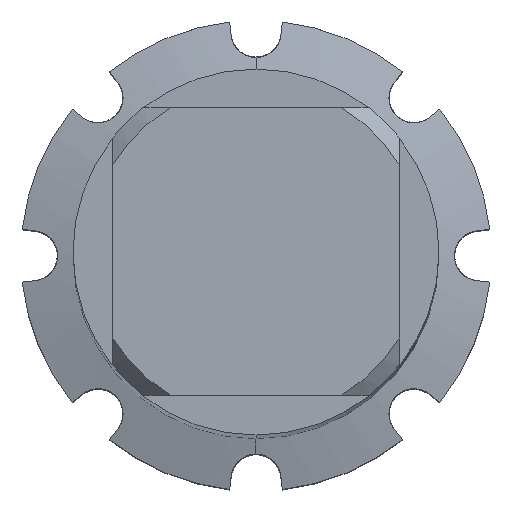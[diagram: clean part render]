
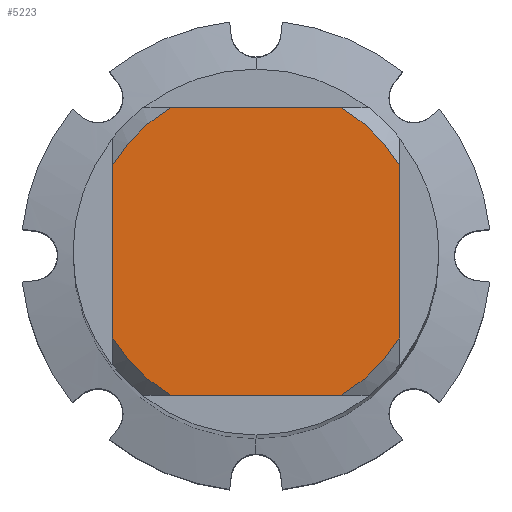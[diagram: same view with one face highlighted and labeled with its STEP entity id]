
A CAD part, top view. The second image highlights one B-rep face of the part: STEP entity #5223.
In plain terms, the highlighted planar face has unit normal (0, 0, 1).
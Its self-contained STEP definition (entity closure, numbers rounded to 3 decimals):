
#3743=VERTEX_POINT('',#10648);
#4063=EDGE_CURVE('',#3743,#5965,#10997,.T.);
#4121=VERTEX_POINT('',#11060);
#4341=EDGE_CURVE('',#4121,#7673,#11298,.T.);
#4977=EDGE_CURVE('',#9787,#5965,#11980,.T.);
#5223=ADVANCED_FACE('',(#12247),#12248,.T.);
#5965=VERTEX_POINT('',#13044);
#5969=EDGE_CURVE('',#10009,#8343,#13048,.T.);
#6247=EDGE_CURVE('',#3743,#7673,#13349,.T.);
#6831=EDGE_CURVE('',#9787,#7399,#13976,.T.);
#7399=VERTEX_POINT('',#14589);
#7673=VERTEX_POINT('',#14882);
#7919=EDGE_CURVE('',#10009,#7399,#15155,.T.);
#8343=VERTEX_POINT('',#15607);
#9787=VERTEX_POINT('',#17192);
#9973=EDGE_CURVE('',#4121,#8343,#17394,.T.);
#10009=VERTEX_POINT('',#17432);
#10648=CARTESIAN_POINT('',(5.5,-3.273,0.0));
#10997=LINE('',#19027,#19028);
#11060=CARTESIAN_POINT('',(-3.273,-5.5,0.0));
#11298=LINE('',#19628,#19629);
#11980=CIRCLE('',#20902,6.4);
#12247=FACE_OUTER_BOUND('',#21308,.T.);
#12248=PLANE('',#21309);
#13044=CARTESIAN_POINT('',(5.5,3.273,0.0));
#13048=LINE('',#22805,#22806);
#13349=CIRCLE('',#23377,6.4);
#13976=LINE('',#24652,#24653);
#14589=CARTESIAN_POINT('',(-3.273,5.5,0.0));
#14882=CARTESIAN_POINT('',(3.273,-5.5,0.0));
#15155=CIRCLE('',#26675,6.4);
#15607=CARTESIAN_POINT('',(-5.5,-3.273,0.0));
#17192=CARTESIAN_POINT('',(3.273,5.5,0.0));
#17394=CIRCLE('',#30553,6.4);
#17432=CARTESIAN_POINT('',(-5.5,3.273,0.0));
#19027=CARTESIAN_POINT('',(5.5,1.6,0.0));
#19028=VECTOR('',#32061,1.0);
#19628=CARTESIAN_POINT('',(0.0,-5.5,0.0));
#19629=VECTOR('',#32338,1.0);
#20902=AXIS2_PLACEMENT_3D('',#32939,#32940,#32941);
#21308=EDGE_LOOP('',(#33298,#33299,#33300,#33301,#33302,#33303,#33304,#33305));
#21309=AXIS2_PLACEMENT_3D('',#33306,#33307,#33308);
#22805=CARTESIAN_POINT('',(-5.5,1.6,0.0));
#22806=VECTOR('',#34106,1.0);
#23377=AXIS2_PLACEMENT_3D('',#34500,#34501,#34502);
#24652=CARTESIAN_POINT('',(0.0,5.5,0.0));
#24653=VECTOR('',#35116,1.0);
#26675=AXIS2_PLACEMENT_3D('',#36369,#36370,#36371);
#30553=AXIS2_PLACEMENT_3D('',#38710,#38711,#38712);
#32061=DIRECTION('',(-0.0,1.0,0.0));
#32338=DIRECTION('',(1.0,0.0,0.0));
#32939=CARTESIAN_POINT('',(0.0,0.0,0.0));
#32940=DIRECTION('',(0.0,0.0,-1.0));
#32941=DIRECTION('',(0.0,1.0,0.0));
#33298=ORIENTED_EDGE('',*,*,#5969,.T.);
#33299=ORIENTED_EDGE('',*,*,#9973,.F.);
#33300=ORIENTED_EDGE('',*,*,#4341,.T.);
#33301=ORIENTED_EDGE('',*,*,#6247,.F.);
#33302=ORIENTED_EDGE('',*,*,#4063,.T.);
#33303=ORIENTED_EDGE('',*,*,#4977,.F.);
#33304=ORIENTED_EDGE('',*,*,#6831,.T.);
#33305=ORIENTED_EDGE('',*,*,#7919,.F.);
#33306=CARTESIAN_POINT('',(0.0,3.2,0.0));
#33307=DIRECTION('',(-0.0,0.0,1.0));
#33308=DIRECTION('',(0.0,-1.0,0.0));
#34106=DIRECTION('',(-0.0,-1.0,0.0));
#34500=CARTESIAN_POINT('',(0.0,0.0,0.0));
#34501=DIRECTION('',(0.0,0.0,-1.0));
#34502=DIRECTION('',(0.0,1.0,0.0));
#35116=DIRECTION('',(-1.0,0.0,0.0));
#36369=CARTESIAN_POINT('',(0.0,0.0,0.0));
#36370=DIRECTION('',(0.0,0.0,-1.0));
#36371=DIRECTION('',(0.0,1.0,0.0));
#38710=CARTESIAN_POINT('',(0.0,0.0,0.0));
#38711=DIRECTION('',(0.0,0.0,-1.0));
#38712=DIRECTION('',(0.0,1.0,0.0));
